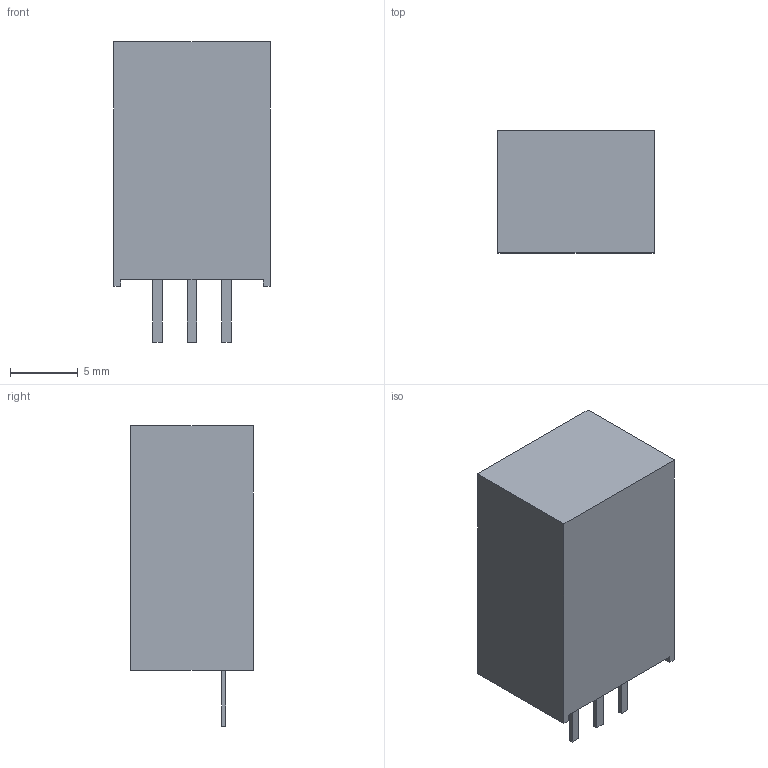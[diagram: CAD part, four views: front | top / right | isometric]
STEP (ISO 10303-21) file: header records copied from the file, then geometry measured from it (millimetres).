
FILE_DESCRIPTION(/* description */ (''),/* implementation_level */ '2;1');
FILE_NAME(/* name */ 'LMS78.step',/* time_stamp */ '2022-08-10T18:55:50-04:00',/* author */ (''),/* organization */ (''),/* preprocessor_version */ 'ST-DEVELOPER v19',/* originating_system */ 'Autodesk Translation Framework v11.7.0.108',/* authorisation */ '');
FILE_SCHEMA (('AUTOMOTIVE_DESIGN { 1 0 10303 214 3 1 1 }'));
Length unit declared in the file: millimetre
Products named in the file (1): LMS78
Bounding box: 11.5 x 9 x 22.1 mm (x, y, z)
Volume: 1818.2 mm3; surface area: 976.7 mm2
Topology: 4 solids, 4 shells, 214 faces, 576 edges, 384 vertices
Faces by surface type: bspline 123, plane 91
Entity records: 7851 total; most frequent: CARTESIAN_POINT 3266, ORIENTED_EDGE 1152, EDGE_CURVE 576, DIRECTION 514, VERTEX_POINT 384, LINE 330, VECTOR 330, B_SPLINE_CURVE_WITH_KNOTS 246
